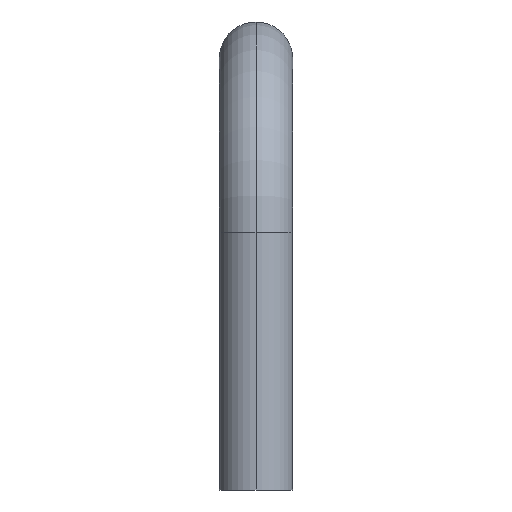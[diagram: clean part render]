
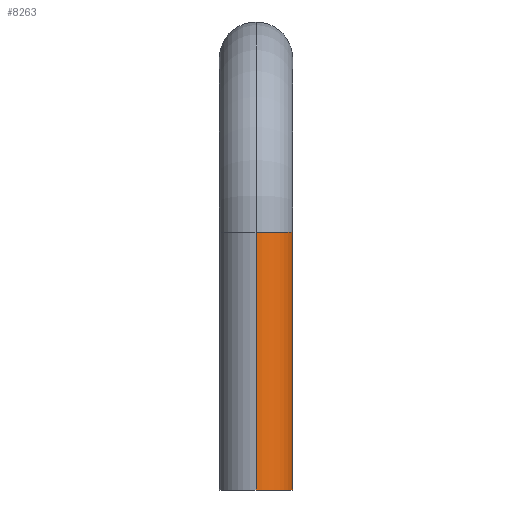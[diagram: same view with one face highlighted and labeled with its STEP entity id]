
A CAD part, front view. The second image highlights one B-rep face of the part: STEP entity #8263.
In plain terms, the highlighted cylindrical face has radius 21.2 mm (diameter 42.4 mm), a partial arc.
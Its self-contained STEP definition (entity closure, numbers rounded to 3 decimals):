
#385 = AXIS2_PLACEMENT_3D ( 'NONE', #6796, #6687, #8364 ) ;
#505 = EDGE_CURVE ( 'NONE', #3451, #3468, #7781, .T. ) ;
#738 = FACE_OUTER_BOUND ( 'NONE', #8192, .T. ) ;
#1230 = ORIENTED_EDGE ( 'NONE', *, *, #4178, .T. ) ;
#1472 = VERTEX_POINT ( 'NONE', #7569 ) ;
#2020 = CYLINDRICAL_SURFACE ( 'NONE', #385, 21.2 ) ;
#2268 = ORIENTED_EDGE ( 'NONE', *, *, #3875, .F. ) ;
#2419 = ORIENTED_EDGE ( 'NONE', *, *, #3532, .T. ) ;
#2795 = DIRECTION ( 'NONE',  ( 0., 0., -1. ) ) ;
#3451 = VERTEX_POINT ( 'NONE', #4117 ) ;
#3468 = VERTEX_POINT ( 'NONE', #10004 ) ;
#3532 = EDGE_CURVE ( 'NONE', #9891, #1472, #5966, .T. ) ;
#3556 = DIRECTION ( 'NONE',  ( 1., 0., 0. ) ) ;
#3875 = EDGE_CURVE ( 'NONE', #9891, #3451, #7874, .T. ) ;
#3906 = AXIS2_PLACEMENT_3D ( 'NONE', #6589, #9133, #4933 ) ;
#4001 = CARTESIAN_POINT ( 'NONE',  ( 0., -42.4, 74.4 ) ) ;
#4117 = CARTESIAN_POINT ( 'NONE',  ( 0., 0., 74.4 ) ) ;
#4178 = EDGE_CURVE ( 'NONE', #1472, #3468, #5956, .T. ) ;
#4412 = CARTESIAN_POINT ( 'NONE',  ( 0., -21.2, -74.4 ) ) ;
#4933 = DIRECTION ( 'NONE',  ( 1., 0., 0. ) ) ;
#5956 = CIRCLE ( 'NONE', #8772, 21.2 ) ;
#5966 = LINE ( 'NONE', #10178, #10052 ) ;
#6589 = CARTESIAN_POINT ( 'NONE',  ( 0., -21.2, 74.4 ) ) ;
#6687 = DIRECTION ( 'NONE',  ( 0., 0., -1. ) ) ;
#6796 = CARTESIAN_POINT ( 'NONE',  ( 0., -21.2, 74.4 ) ) ;
#7384 = VECTOR ( 'NONE', #2795, 1000. ) ;
#7569 = CARTESIAN_POINT ( 'NONE',  ( 0., -42.4, -74.4 ) ) ;
#7727 = DIRECTION ( 'NONE',  ( 0., 0., -1. ) ) ;
#7781 = LINE ( 'NONE', #10131, #7384 ) ;
#7874 = CIRCLE ( 'NONE', #3906, 21.2 ) ;
#7963 = ORIENTED_EDGE ( 'NONE', *, *, #505, .F. ) ;
#8192 = EDGE_LOOP ( 'NONE', ( #2268, #2419, #1230, #7963 ) ) ;
#8263 = ADVANCED_FACE ( 'NONE', ( #738 ), #2020, .T. ) ;
#8364 = DIRECTION ( 'NONE',  ( 0., 1., 0. ) ) ;
#8772 = AXIS2_PLACEMENT_3D ( 'NONE', #4412, #10145, #3556 ) ;
#9133 = DIRECTION ( 'NONE',  ( 0., 0., 1. ) ) ;
#9891 = VERTEX_POINT ( 'NONE', #4001 ) ;
#10004 = CARTESIAN_POINT ( 'NONE',  ( 0., 0., -74.4 ) ) ;
#10052 = VECTOR ( 'NONE', #7727, 1000. ) ;
#10131 = CARTESIAN_POINT ( 'NONE',  ( 0., 0., 74.4 ) ) ;
#10145 = DIRECTION ( 'NONE',  ( 0., 0., 1. ) ) ;
#10178 = CARTESIAN_POINT ( 'NONE',  ( 0., -42.4, 74.4 ) ) ;
